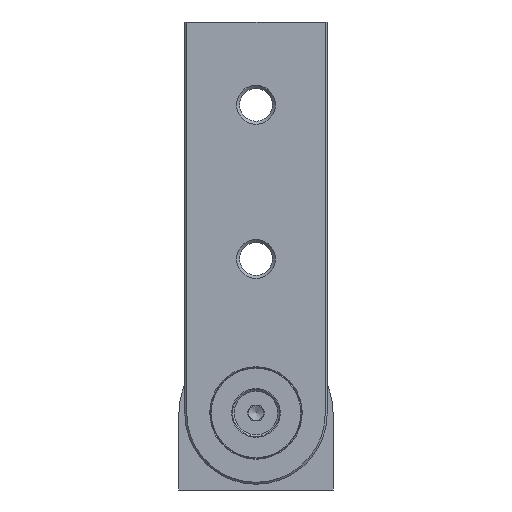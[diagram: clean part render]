
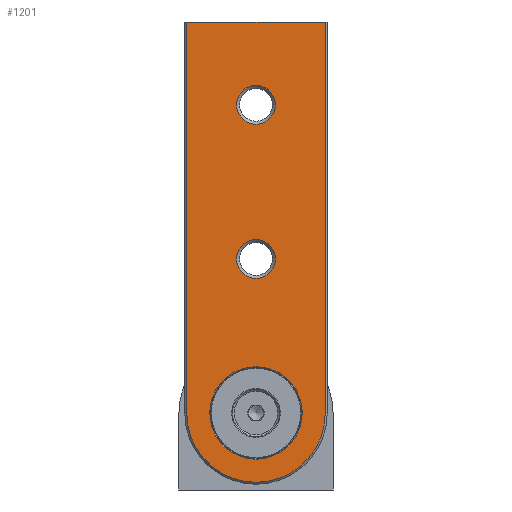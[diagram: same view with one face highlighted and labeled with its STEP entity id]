
A CAD part, front view. The second image highlights one B-rep face of the part: STEP entity #1201.
In plain terms, the highlighted face is planar.
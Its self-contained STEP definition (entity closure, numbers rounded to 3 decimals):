
#1201=ADVANCED_FACE('',(#1789,#1790,#1791,#1792),#1793,.F.);
#1789=FACE_BOUND('',#3126,.T.);
#1790=FACE_BOUND('',#3127,.T.);
#1791=FACE_BOUND('',#3128,.T.);
#1792=FACE_OUTER_BOUND('',#3129,.T.);
#1793=PLANE('',#3130);
#3126=EDGE_LOOP('',(#4462));
#3127=EDGE_LOOP('',(#4463));
#3128=EDGE_LOOP('',(#4464));
#3129=EDGE_LOOP('',(#4465,#4466,#4467,#4468));
#3130=AXIS2_PLACEMENT_3D('',#4469,#4470,#4471);
#4462=ORIENTED_EDGE('',*,*,#8644,.F.);
#4463=ORIENTED_EDGE('',*,*,#8645,.F.);
#4464=ORIENTED_EDGE('',*,*,#8646,.F.);
#4465=ORIENTED_EDGE('',*,*,#8647,.T.);
#4466=ORIENTED_EDGE('',*,*,#8648,.F.);
#4467=ORIENTED_EDGE('',*,*,#8649,.F.);
#4468=ORIENTED_EDGE('',*,*,#8650,.F.);
#4469=CARTESIAN_POINT('',(-46.4,0.0,0.));
#4470=DIRECTION('',(1.0,0.,0.));
#4471=DIRECTION('',(0.,1.0,0.0));
#8644=EDGE_CURVE('',#9896,#9896,#9897,.T.);
#8645=EDGE_CURVE('',#9898,#9898,#9899,.T.);
#8646=EDGE_CURVE('',#9900,#9900,#9901,.F.);
#8647=EDGE_CURVE('',#9902,#9903,#9904,.T.);
#8648=EDGE_CURVE('',#9905,#9903,#9906,.T.);
#8649=EDGE_CURVE('',#9907,#9905,#9908,.T.);
#8650=EDGE_CURVE('',#9902,#9907,#9909,.F.);
#9896=VERTEX_POINT('',#12036);
#9897=CIRCLE('',#12037,5.05);
#9898=VERTEX_POINT('',#12038);
#9899=CIRCLE('',#12039,5.05);
#9900=VERTEX_POINT('',#12040);
#9901=CIRCLE('',#12041,12.0);
#9902=VERTEX_POINT('',#12042);
#9903=VERTEX_POINT('',#12043);
#9904=LINE('',#12044,#12045);
#9905=VERTEX_POINT('',#12046);
#9906=LINE('',#12047,#12048);
#9907=VERTEX_POINT('',#12049);
#9908=CIRCLE('',#12050,18.);
#9909=LINE('',#12051,#12052);
#12036=CARTESIAN_POINT('',(-46.4,80.0,5.05));
#12037=AXIS2_PLACEMENT_3D('',#15928,#15929,#15930);
#12038=CARTESIAN_POINT('',(-46.4,40.0,5.05));
#12039=AXIS2_PLACEMENT_3D('',#15931,#15932,#15933);
#12040=CARTESIAN_POINT('',(-46.4,12.0,0.));
#12041=AXIS2_PLACEMENT_3D('',#15934,#15935,#15936);
#12042=CARTESIAN_POINT('',(-46.4,101.5,18.0));
#12043=CARTESIAN_POINT('',(-46.4,101.5,-18.));
#12044=CARTESIAN_POINT('',(-46.4,101.5,-18.5));
#12045=VECTOR('',#15937,1.0);
#12046=CARTESIAN_POINT('',(-46.4,0.,-18.));
#12047=CARTESIAN_POINT('',(-46.4,0.,-18.));
#12048=VECTOR('',#15938,1.0);
#12049=CARTESIAN_POINT('',(-46.4,0.,18.));
#12050=AXIS2_PLACEMENT_3D('',#15939,#15940,#15941);
#12051=CARTESIAN_POINT('',(-46.4,0.,18.0));
#12052=VECTOR('',#15942,1.0);
#15928=CARTESIAN_POINT('',(-46.4,80.0,0.));
#15929=DIRECTION('',(-1.0,0.0,0.0));
#15930=DIRECTION('',(0.0,0.0,1.0));
#15931=CARTESIAN_POINT('',(-46.4,40.0,0.));
#15932=DIRECTION('',(-1.0,0.0,0.0));
#15933=DIRECTION('',(0.0,0.0,1.0));
#15934=CARTESIAN_POINT('',(-46.4,0.,0.));
#15935=DIRECTION('',(1.0,0.,0.));
#15936=DIRECTION('',(0.,1.0,0.0));
#15937=DIRECTION('',(0.0,0.,-1.0));
#15938=DIRECTION('',(0.,1.0,0.0));
#15939=CARTESIAN_POINT('',(-46.4,0.,0.0));
#15940=DIRECTION('',(1.0,0.0,0.0));
#15941=DIRECTION('',(0.0,0.0,-1.0));
#15942=DIRECTION('',(0.,1.0,0.0));
